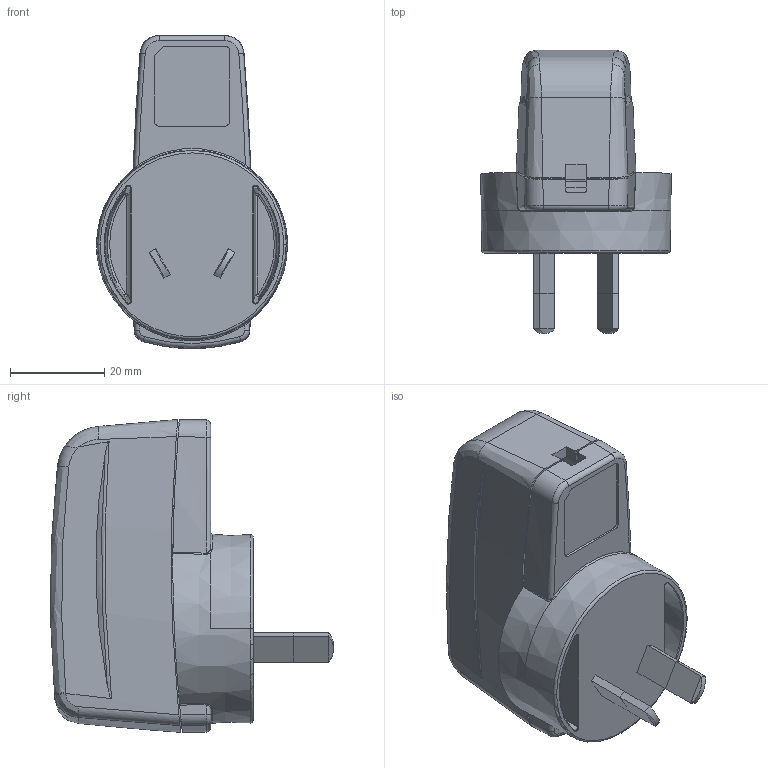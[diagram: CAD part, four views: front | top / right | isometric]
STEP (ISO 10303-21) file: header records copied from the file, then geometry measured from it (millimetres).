
FILE_DESCRIPTION((''),'2;1');
FILE_NAME('GT-86060-06VV-X_X-W2A_ASM','2022-08-12T13:16:57',('jirenqiang'),(''),'CREO PARAMETRIC BY PTC INC, 2018050','CREO PARAMETRIC BY PTC INC, 2018050','');
FILE_SCHEMA(('CONFIG_CONTROL_DESIGN'));
Length unit declared in the file: millimetre
Products named in the file (6): BOT_SAA; TOP_UL; PRT0001_1_; PRT0001_1_2; PRT0001__ASM; GT-86060-06VV-X_X-W2A_ASM
Assembly tree (5 placements, depth 3):
  GT-86060-06VV-X_X-W2A_ASM
    BOT_SAA
    TOP_UL
    PRT0001__ASM
      PRT0001_1_
      PRT0001_1_2
Bounding box: 40.58 x 60.12 x 66.47 mm (x, y, z)
Volume: 21741.5 mm3; surface area: 22488.8 mm2
Topology: 4 solids, 4 shells, 453 faces, 1195 edges, 760 vertices
Faces by surface type: plane 170, cylinder 103, cone 73, bspline 44, torus 40, sphere 15, extrusion 8
Entity records: 17461 total; most frequent: CARTESIAN_POINT 6945, ORIENTED_EDGE 2356, DIRECTION 1891, EDGE_CURVE 1178, VERTEX_POINT 760, AXIS2_PLACEMENT_3D 704, VECTOR 483, EDGE_LOOP 480
